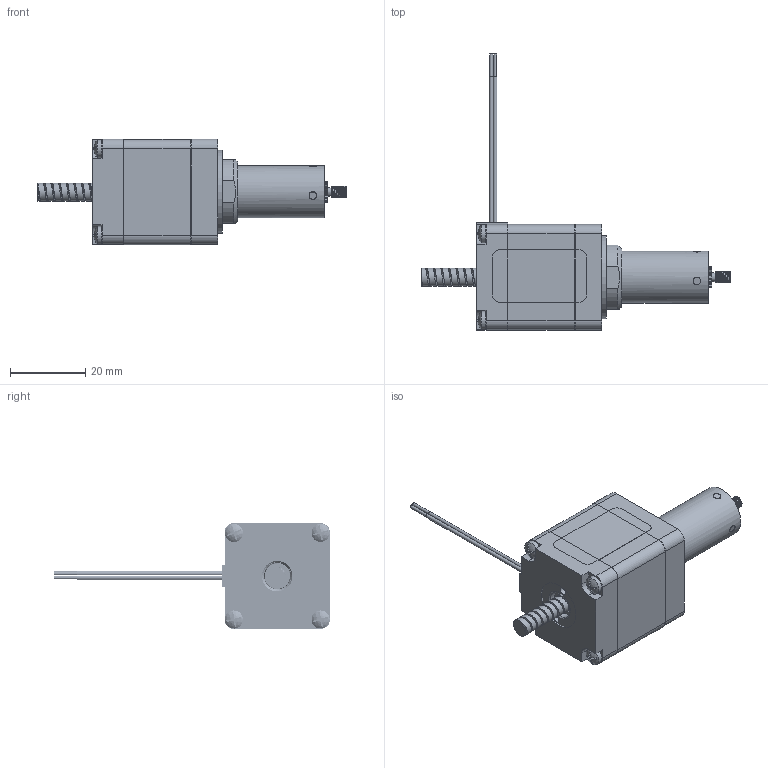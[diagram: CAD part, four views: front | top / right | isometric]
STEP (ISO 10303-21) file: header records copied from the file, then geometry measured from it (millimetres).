
FILE_DESCRIPTION(/* description */ (''),/* implementation_level */ '2;1');
FILE_NAME(/* name */ '11K21-1.stp',/* time_stamp */ '2020-08-06T10:45:36+08:00',/* author */ ('ly7227'),/* organization */ (''),/* preprocessor_version */ 'ST-DEVELOPER v16.1',/* originating_system */ 'Autodesk Inventor 2016',/* authorisation */ '');
FILE_SCHEMA (('AUTOMOTIVE_DESIGN { 1 0 10303 214 3 1 1 }'));
Products named in the file (28): ; 12-015-1(11H2034前骨架改); 12-053(PCB板); 15-001-027(11H2034); 09-007-1（红）; 09-007-2（红白）; 09-007-3（绿）; 12-054-1 2 3(后引出线骨架）; 02-149-1(11H2034 1A定子总成); 03-225-4(6.3转子磨削8）; 04-004-2（00）; 07-002; 04-060-注塑螺母; 单叠厚转子总成; 07-009(687ZZ); 绝缘片; 11-082; 06-296; 20，28花键轴 - 副本; 开口挡圈（内径3）; 丝杆; 04-601-3; 01-161-3; 01-162-3; 06-007; 10-002(调整垫); 28单厚标签; 11K2110A4-100SMSN-030
Assembly tree (32 placements, depth 3):
  11K2110A4-100SMSN-030
    02-149-1(11H2034 1A定子总成)
  
      12-015-1(11H2034前骨架改)
      12-053(PCB板)
      15-001-027(11H2034)
      09-007-1（红）
      09-007-2（红白）
      09-007-3（绿）
      12-054-1 2 3(后引出线骨架）
    单叠厚转子总成
      03-225-4(6.3转子磨削8）  x2
      04-004-2（00）
      07-002
      04-060-注塑螺母
    07-009(687ZZ)  x2
    绝缘片
    11-082  x4
    06-296
    20，28花键轴 - 副本
    开口挡圈（内径3）
    丝杆
    04-601-3
    01-161-3
    01-162-3
    06-007
    10-002(调整垫)
    28单厚标签
Bounding box: 81.98 x 73.28 x 28.1 mm (x, y, z)
Volume: 24250.8 mm3; surface area: 37839.9 mm2
Topology: 61 solids, 61 shells, 2563 faces, 7102 edges, 4719 vertices
Faces by surface type: plane 1385, cylinder 1104, bspline 48, cone 22, sphere 4
Full cylindrical faces by diameter (mm): 0.8 x3, 1 x2, 1.2 x18, 1.5 x16, 2 x11, 2.05 x1, 2.288 x1, 2.3 x4, 2.5 x4, 2.7 x1, 2.8 x5, 3 x10, 3.5 x1, 4.8 x4, 5 x4, 6.2 x1, 6.8 x1, 7 x4, 7.5 x1, 8 x7, 8.5 x1, 10 x4, 12 x6, 12.8 x2, 13 x1, 13.8 x7, 14 x7, 14.1 x1, 16 x1, 16.92 x2
Entity records: 87168 total; most frequent: CARTESIAN_POINT 27544, DIRECTION 12678, ORIENTED_EDGE 12186, EDGE_CURVE 6093, AXIS2_PLACEMENT_3D 4404, VERTEX_POINT 4125, LINE 3870, VECTOR 3870
